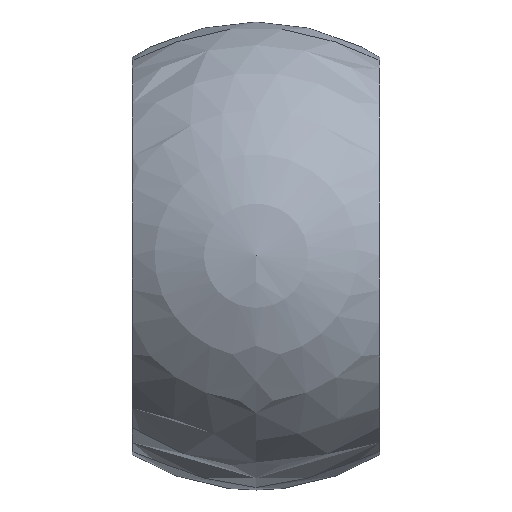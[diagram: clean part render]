
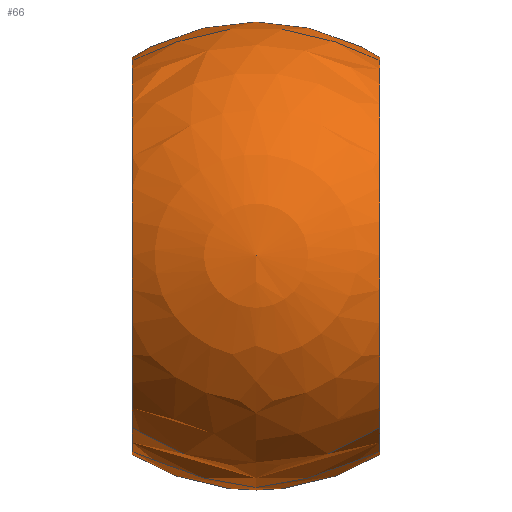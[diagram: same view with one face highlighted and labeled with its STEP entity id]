
A CAD part, top view. The second image highlights one B-rep face of the part: STEP entity #66.
In plain terms, the highlighted spherical face has radius 12.7 mm.
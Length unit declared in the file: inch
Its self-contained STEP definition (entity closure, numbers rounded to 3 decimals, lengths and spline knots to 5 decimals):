
#13=SPHERICAL_SURFACE($,#78,0.5);
#20=FACE_BOUND($,#33,.T.);
#21=FACE_BOUND($,#34,.T.);
#33=EDGE_LOOP($,(#58));
#34=EDGE_LOOP($,(#59));
#40=CIRCLE($,#77,0.42406);
#41=CIRCLE($,#79,0.42406);
#45=VERTEX_POINT($,#113);
#46=VERTEX_POINT($,#116);
#50=EDGE_CURVE($,#45,#45,#40,.T.);
#51=EDGE_CURVE($,#46,#46,#41,.T.);
#58=ORIENTED_EDGE($,*,*,#50,.F.);
#59=ORIENTED_EDGE($,*,*,#51,.T.);
#66=ADVANCED_FACE($,(#20,#21),#13,.T.);
#77=AXIS2_PLACEMENT_3D($,#114,#95,#96);
#78=AXIS2_PLACEMENT_3D($,#115,#97,#98);
#79=AXIS2_PLACEMENT_3D($,#117,#99,#100);
#95=DIRECTION('center_axis',(1.,0.,0.));
#96=DIRECTION('ref_axis',(0.,1.,0.));
#97=DIRECTION('center_axis',(0.,0.,1.));
#98=DIRECTION('ref_axis',(1.,0.,0.));
#99=DIRECTION('center_axis',(1.,0.,0.));
#100=DIRECTION('ref_axis',(0.,1.,0.));
#113=CARTESIAN_POINT('',(4.61132,1.58901,0.));
#114=CARTESIAN_POINT('Origin',(4.61132,1.16495,0.));
#115=CARTESIAN_POINT('Origin',(4.34641,1.16495,0.));
#116=CARTESIAN_POINT('',(4.0815,1.58901,0.));
#117=CARTESIAN_POINT('Origin',(4.0815,1.16495,0.));
